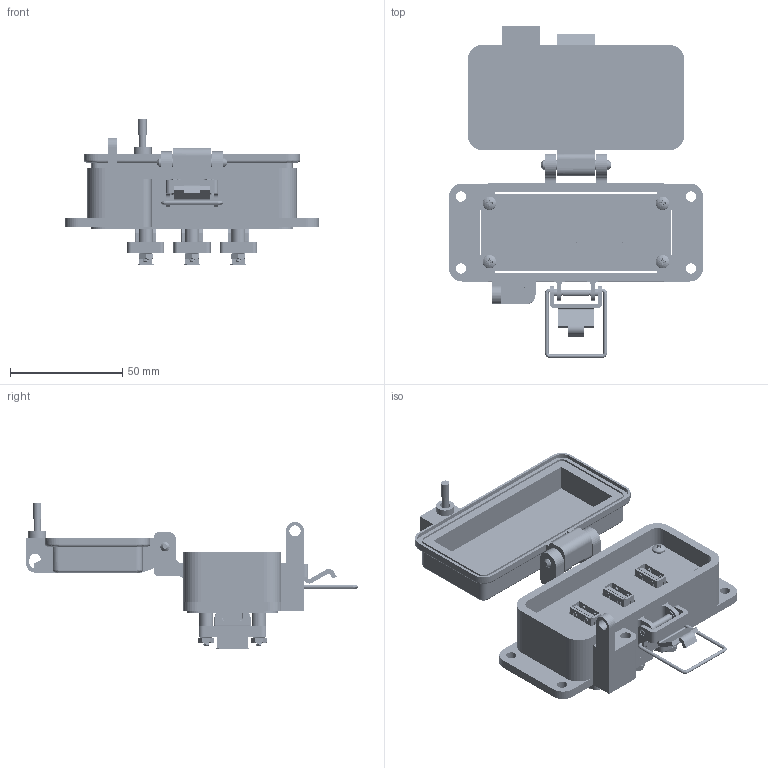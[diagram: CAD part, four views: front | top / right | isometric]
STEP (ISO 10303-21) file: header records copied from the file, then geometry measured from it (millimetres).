
FILE_DESCRIPTION (( 'STEP AP203' ), '1' );
FILE_NAME ('P-P22#3-F3RX_3D.STEP', '2022-02-10T15:26:51', ( '' ), ( '' ), 'SwSTEP 2.0', 'SolidWorks 2021', '' );
FILE_SCHEMA (( 'CONFIG_CONTROL_DESIGN' ));
Length unit declared in the file: millimetre
Products named in the file (12): P-P22#3-F3RX_BP180_1; Z-000-44011_4FH_90273A117; P22; Z-H-F3_B; 92005A124_METRIC PAN HEAD PHILLIPS MACHINE SCREW_92005A124; P-P22#3-F3RX_FP060_1; P-P22#3-F3RX_3D; -F3; P-P22#3-F3RX_TP180_1; Z-300-USB-A-FF; Z-002-4401_4HN_90675A005; Z-001-SPR_3_4
Assembly tree (33 placements, depth 3):
  P-P22#3-F3RX_3D
    -F3
      Z-H-F3_B
    P-P22#3-F3RX_BP180_1
    P-P22#3-F3RX_FP060_1
    P-P22#3-F3RX_TP180_1  x3
    P22  x3
      Z-300-USB-A-FF
    Z-000-44011_4FH_90273A117  x6
    Z-001-SPR_3_4  x6
    Z-002-4401_4HN_90675A005  x6
    92005A124_METRIC PAN HEAD PHILLIPS MACHINE SCREW_92005A124  x4
Bounding box: 113 x 147.61 x 64.54 mm (x, y, z)
Volume: 99518.9 mm3; surface area: 82956.8 mm2
Topology: 40 solids, 40 shells, 4347 faces, 12319 edges, 8092 vertices
Faces by surface type: cylinder 2243, plane 1486, cone 290, bspline 244, sphere 56, torus 28
Entity records: 57851 total; most frequent: CARTESIAN_POINT 20803, ORIENTED_EDGE 8110, DIRECTION 6484, EDGE_CURVE 4055, VERTEX_POINT 2673, VECTOR 2326, LINE 2326, AXIS2_PLACEMENT_3D 2079
